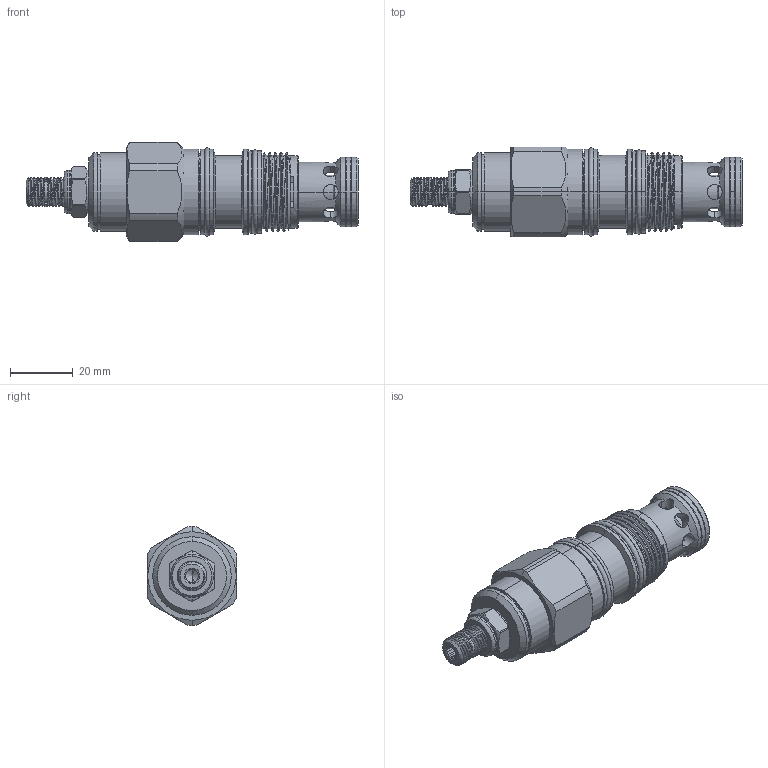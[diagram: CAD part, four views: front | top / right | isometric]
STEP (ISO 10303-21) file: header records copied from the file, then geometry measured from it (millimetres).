
FILE_DESCRIPTION (( 'STEP AP203' ), '1' );
FILE_NAME ('SP2A3G-L.STEP', '2020-03-27T02:28:18', ( '' ), ( '' ), 'SwSTEP 2.0', 'SolidWorks 2018', '' );
FILE_SCHEMA (( 'CONFIG_CONTROL_DESIGN' ));
Length unit declared in the file: millimetre
Products named in the file (1): SP2A3G-L
Bounding box: 105.79 x 28.57 x 31.6 mm (x, y, z)
Volume: 42957.7 mm3; surface area: 12943.5 mm2
Topology: 4 solids, 4 shells, 728 faces, 2048 edges, 1304 vertices
Faces by surface type: cylinder 546, plane 69, cone 66, torus 34, bspline 7, sphere 6
Entity records: 53352 total; most frequent: CARTESIAN_POINT 35475, ORIENTED_EDGE 4092, DIRECTION 2892, EDGE_CURVE 2046, VERTEX_POINT 1304, EDGE_LOOP 1122, AXIS2_PLACEMENT_3D 1113, B_SPLINE_CURVE_WITH_KNOTS 927
